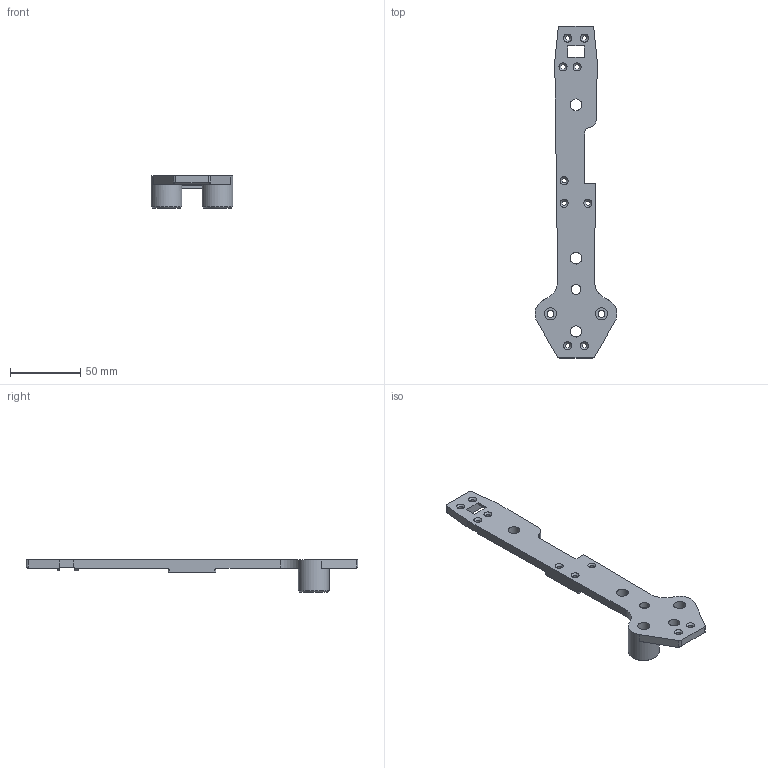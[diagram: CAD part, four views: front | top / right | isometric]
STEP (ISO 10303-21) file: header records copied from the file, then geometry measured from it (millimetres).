
FILE_DESCRIPTION(/* description */ (''),/* implementation_level */ '2;1');
FILE_NAME(/* name */ 'TopDeck_36mm_long.step',/* time_stamp */ '2025-02-02T14:14:23+01:00',/* author */ (''),/* organization */ (''),/* preprocessor_version */ 'ST-DEVELOPER v20',/* originating_system */ 'Autodesk Translation Framework v13.20.0.188',/* authorisation */ '');
FILE_SCHEMA (('AUTOMOTIVE_DESIGN { 1 0 10303 214 3 1 1 }'));
Length unit declared in the file: millimetre
Products named in the file (1): TopDeckR
Bounding box: 58.34 x 236.4 x 23.2 mm (x, y, z)
Volume: 51045.1 mm3; surface area: 22026.1 mm2
Topology: 1 solids, 1 shells, 117 faces, 320 edges, 208 vertices
Faces by surface type: plane 62, cylinder 41, cone 11, torus 3
Full cylindrical faces by diameter (mm): 3.2 x9, 4.9 x2, 7 x1, 8 x1, 8.4 x2, 8.6 x2, 10.5 x2, 22 x2
Entity records: 3838 total; most frequent: CARTESIAN_POINT 670, DIRECTION 664, ORIENTED_EDGE 640, EDGE_CURVE 320, AXIS2_PLACEMENT_3D 230, VERTEX_POINT 208, LINE 204, VECTOR 204
